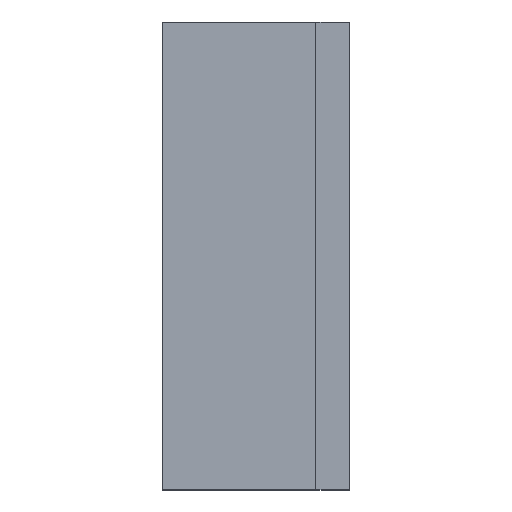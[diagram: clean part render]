
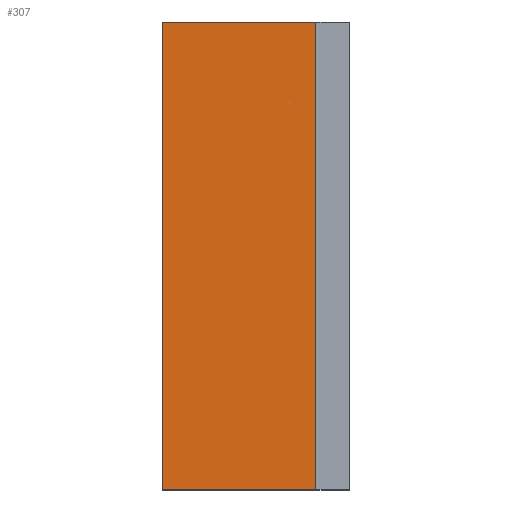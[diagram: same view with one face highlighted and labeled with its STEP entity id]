
A CAD part, left-side view. The second image highlights one B-rep face of the part: STEP entity #307.
In plain terms, the highlighted planar face has unit normal (-1, 0, 0).
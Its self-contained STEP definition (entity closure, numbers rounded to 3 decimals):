
#156 = DIRECTION ( 'NONE',  ( 0., -1., 0. ) ) ;
#307 = ADVANCED_FACE ( 'NONE', ( #2949 ), #888, .F. ) ;
#351 = CARTESIAN_POINT ( 'NONE',  ( -1.5, 0.18, -1.25 ) ) ;
#888 = PLANE ( 'NONE',  #3107 ) ;
#992 = VERTEX_POINT ( 'NONE', #351 ) ;
#1396 = ORIENTED_EDGE ( 'NONE', *, *, #6746, .F. ) ;
#1422 = DIRECTION ( 'NONE',  ( 1., 0., 0. ) ) ;
#1519 = DIRECTION ( 'NONE',  ( 0., 0., -1. ) ) ;
#1783 = CARTESIAN_POINT ( 'NONE',  ( -1.5, 1., -1.25 ) ) ;
#1841 = DIRECTION ( 'NONE',  ( 0., -1., 0. ) ) ;
#1884 = CARTESIAN_POINT ( 'NONE',  ( -1.5, 1., 1.25 ) ) ;
#2221 = LINE ( 'NONE', #2536, #5270 ) ;
#2414 = ORIENTED_EDGE ( 'NONE', *, *, #3008, .F. ) ;
#2536 = CARTESIAN_POINT ( 'NONE',  ( -1.5, 1., 1.25 ) ) ;
#2595 = ORIENTED_EDGE ( 'NONE', *, *, #3540, .T. ) ;
#2597 = VECTOR ( 'NONE', #1519, 1000. ) ;
#2675 = CARTESIAN_POINT ( 'NONE',  ( -1.5, 0.18, 1.25 ) ) ;
#2949 = FACE_OUTER_BOUND ( 'NONE', #5207, .T. ) ;
#3008 = EDGE_CURVE ( 'NONE', #4192, #3480, #6311, .T. ) ;
#3107 = AXIS2_PLACEMENT_3D ( 'NONE', #4238, #1422, #6913 ) ;
#3480 = VERTEX_POINT ( 'NONE', #3881 ) ;
#3540 = EDGE_CURVE ( 'NONE', #3868, #992, #4916, .T. ) ;
#3559 = LINE ( 'NONE', #2675, #2597 ) ;
#3613 = DIRECTION ( 'NONE',  ( 0., 0., 1. ) ) ;
#3868 = VERTEX_POINT ( 'NONE', #5810 ) ;
#3881 = CARTESIAN_POINT ( 'NONE',  ( -1.5, 0.18, 1.25 ) ) ;
#4192 = VERTEX_POINT ( 'NONE', #6797 ) ;
#4238 = CARTESIAN_POINT ( 'NONE',  ( -1.5, 1., 1.25 ) ) ;
#4731 = EDGE_CURVE ( 'NONE', #3480, #992, #3559, .T. ) ;
#4916 = LINE ( 'NONE', #1783, #5620 ) ;
#5207 = EDGE_LOOP ( 'NONE', ( #6012, #2414, #1396, #2595 ) ) ;
#5270 = VECTOR ( 'NONE', #3613, 1000. ) ;
#5620 = VECTOR ( 'NONE', #156, 1000. ) ;
#5810 = CARTESIAN_POINT ( 'NONE',  ( -1.5, 1., -1.25 ) ) ;
#6012 = ORIENTED_EDGE ( 'NONE', *, *, #4731, .F. ) ;
#6054 = VECTOR ( 'NONE', #1841, 1000. ) ;
#6311 = LINE ( 'NONE', #1884, #6054 ) ;
#6746 = EDGE_CURVE ( 'NONE', #3868, #4192, #2221, .T. ) ;
#6797 = CARTESIAN_POINT ( 'NONE',  ( -1.5, 1., 1.25 ) ) ;
#6913 = DIRECTION ( 'NONE',  ( 0., 0., -1. ) ) ;
